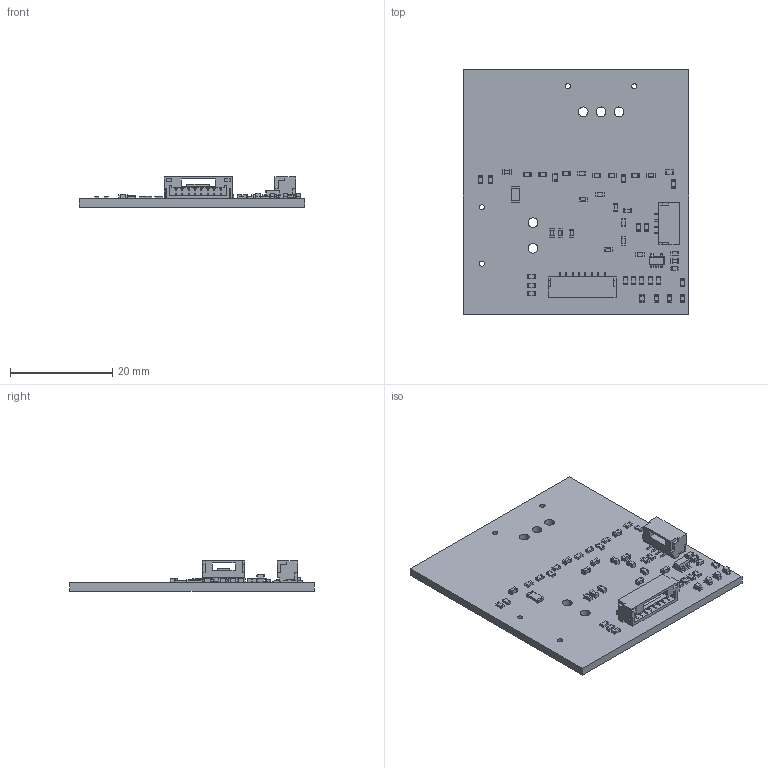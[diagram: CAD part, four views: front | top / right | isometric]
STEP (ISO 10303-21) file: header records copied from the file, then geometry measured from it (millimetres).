
FILE_DESCRIPTION(('KiCad electronic assembly'),'2;1');
FILE_NAME('TFESC02.step','2024-07-16T10:30:07',('Pcbnew'),('Kicad'), 'Open CASCADE STEP processor 7.6','KiCad to STEP converter','Unknown' );
FILE_SCHEMA(('AUTOMOTIVE_DESIGN { 1 0 10303 214 1 1 1 1 }'));
Length unit declared in the file: millimetre
Products named in the file (18): TFESC02 1; C_0603_1608Metric; R_0603_1608Metric; JST_GH_SM04B-GHS-TB_1x04-1MP_P1.25mm_Horizontal; JST_SM04B_GHS_TB; LED_0603_1608Metric; R_1206_3216Metric; SOT-23-5; SOT_23_5; JST_GH_SM08B-GHS-TB_1x08-1MP_P1.25mm_Horizontal; JST_SM08B_GHS_TB; D_SOD-523; D_SOD_523; kibot_srhmk8bq_PCB
Assembly tree (57 placements, depth 3):
  TFESC02 1
    C_0603_1608Metric  x16
      C_0603_1608Metric
    R_0603_1608Metric  x23
      R_0603_1608Metric
    JST_GH_SM04B-GHS-TB_1x04-1MP_P1.25mm_Horizontal
      JST_SM04B_GHS_TB
    LED_0603_1608Metric  x4
      LED_0603_1608Metric
    R_1206_3216Metric
      R_1206_3216Metric
    SOT-23-5
      SOT_23_5
    JST_GH_SM08B-GHS-TB_1x08-1MP_P1.25mm_Horizontal
      JST_SM08B_GHS_TB
    D_SOD-523
      D_SOD_523
    kibot_srhmk8bq_PCB
Bounding box: 44 x 47.8 x 5.89 mm (x, y, z)
Volume: 3600.4 mm3; surface area: 5550.7 mm2
Topology: 49 solids, 49 shells, 1953 faces, 5186 edges, 3388 vertices
Faces by surface type: plane 1469, cylinder 445, bspline 39
Full cylindrical faces by diameter (mm): 1 x4, 1.9 x5
Entity records: 31307 total; most frequent: CARTESIAN_POINT 4703, ORIENTED_EDGE 4422, DIRECTION 3957, EDGE_CURVE 2211, LINE 2037, VECTOR 2037, VERTEX_POINT 1442, AXIS2_PLACEMENT_3D 960
